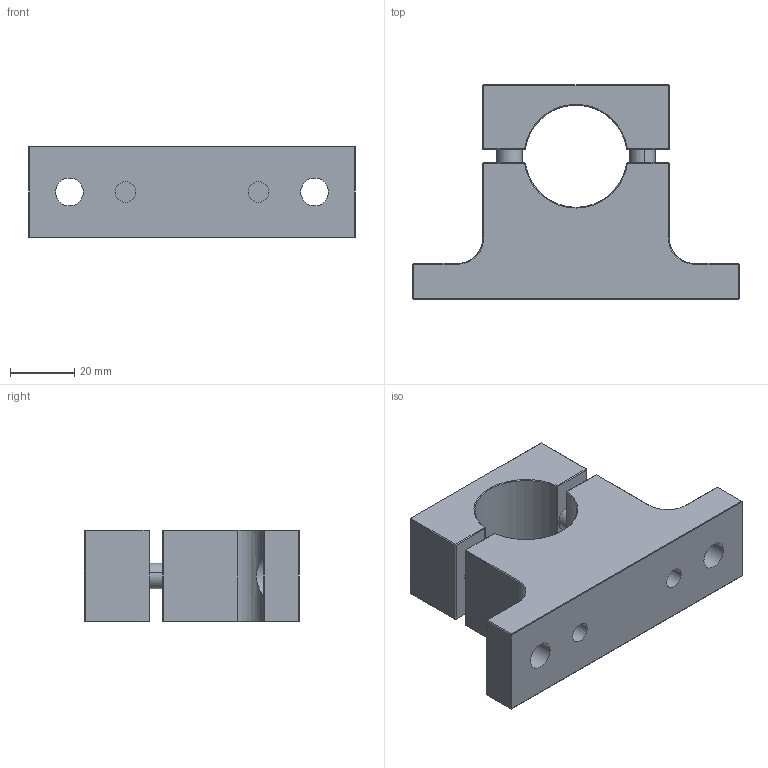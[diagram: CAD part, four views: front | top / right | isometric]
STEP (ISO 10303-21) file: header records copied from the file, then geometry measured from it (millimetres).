
FILE_DESCRIPTION (( 'STEP AP214' ), '1' );
FILE_NAME ('TMSS-20.step', '2017-08-09T17:53:49', ( '' ), ( '' ), 'SwSTEP 2.0', 'SolidWorks 2017', '' );
FILE_SCHEMA (( 'AUTOMOTIVE_DESIGN' ));
Length unit declared in the file: inch
Products named in the file (1): TMSS-20
Bounding box: 101.6 x 66.67 x 28.57 mm (x, y, z)
Volume: 96383.5 mm3; surface area: 25801.9 mm2
Topology: 4 solids, 4 shells, 166 faces, 352 edges, 200 vertices
Faces by surface type: plane 110, cylinder 31, cone 25
Entity records: 6864 total; most frequent: CARTESIAN_POINT 1063, DIRECTION 749, ORIENTED_EDGE 704, EDGE_CURVE 352, AXIS2_PLACEMENT_3D 252, LINE 245, VECTOR 245, VERTEX_POINT 200
